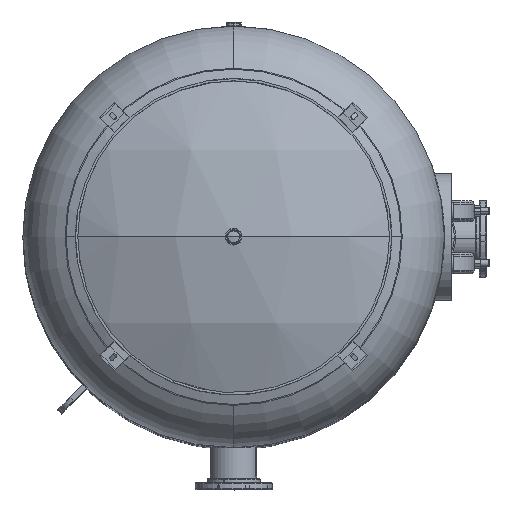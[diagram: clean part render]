
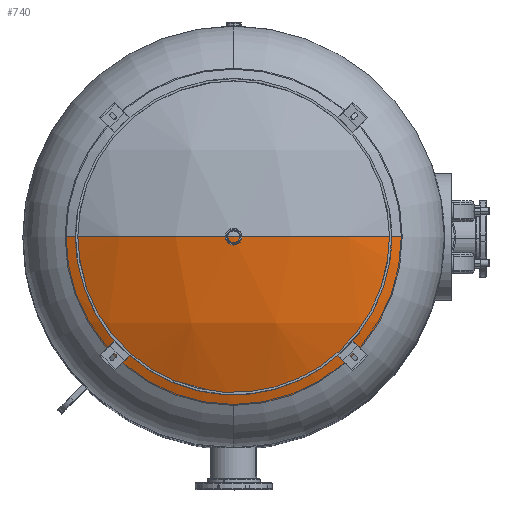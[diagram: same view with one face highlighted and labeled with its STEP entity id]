
A CAD part, top view. The second image highlights one B-rep face of the part: STEP entity #740.
In plain terms, the highlighted spherical face has radius 1371.6 mm.
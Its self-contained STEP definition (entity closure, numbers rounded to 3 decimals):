
#115 = CARTESIAN_POINT ( 'NONE',  ( -609.6, 0., 2270.088 ) ) ;
#740 = ADVANCED_FACE ( 'NONE', ( #26058 ), #29542, .T. ) ;
#2530 = AXIS2_PLACEMENT_3D ( 'NONE', #12759, #5290, #28605 ) ;
#2603 = CARTESIAN_POINT ( 'NONE',  ( 0., 0., 2270.088 ) ) ;
#2668 = VERTEX_POINT ( 'NONE', #25547 ) ;
#4292 = CARTESIAN_POINT ( 'NONE',  ( 609.6, 0., 2270.088 ) ) ;
#5290 = DIRECTION ( 'NONE',  ( 0., -1., 0. ) ) ;
#6403 = EDGE_LOOP ( 'NONE', ( #41034, #23223, #8768, #13646 ) ) ;
#8768 = ORIENTED_EDGE ( 'NONE', *, *, #23826, .F. ) ;
#8993 = VERTEX_POINT ( 'NONE', #4292 ) ;
#10447 = CIRCLE ( 'NONE', #21528, 609.6 ) ;
#11962 = CARTESIAN_POINT ( 'NONE',  ( 0., 0., 2270.088 ) ) ;
#12759 = CARTESIAN_POINT ( 'NONE',  ( 0., 0., 1041.4 ) ) ;
#13646 = ORIENTED_EDGE ( 'NONE', *, *, #17023, .F. ) ;
#16264 = DIRECTION ( 'NONE',  ( 0., 0., 1. ) ) ;
#17023 = EDGE_CURVE ( 'NONE', #8993, #28776, #33742, .T. ) ;
#19097 = DIRECTION ( 'NONE',  ( 0., 1., 0. ) ) ;
#20761 = CARTESIAN_POINT ( 'NONE',  ( 0., -609.6, 2270.088 ) ) ;
#21528 = AXIS2_PLACEMENT_3D ( 'NONE', #11962, #31754, #19097 ) ;
#21725 = EDGE_CURVE ( 'NONE', #2668, #26011, #25459, .T. ) ;
#22428 = DIRECTION ( 'NONE',  ( 0., 1., 0. ) ) ;
#22805 = DIRECTION ( 'NONE',  ( 0., -1., 0. ) ) ;
#23223 = ORIENTED_EDGE ( 'NONE', *, *, #21725, .T. ) ;
#23826 = EDGE_CURVE ( 'NONE', #28776, #26011, #10447, .T. ) ;
#25459 = CIRCLE ( 'NONE', #2530, 1371.6 ) ;
#25547 = CARTESIAN_POINT ( 'NONE',  ( 0., 0., 2413. ) ) ;
#26011 = VERTEX_POINT ( 'NONE', #115 ) ;
#26058 = FACE_OUTER_BOUND ( 'NONE', #6403, .T. ) ;
#28605 = DIRECTION ( 'NONE',  ( 0., 0., -1. ) ) ;
#28776 = VERTEX_POINT ( 'NONE', #20761 ) ;
#28870 = DIRECTION ( 'NONE',  ( 0., 1., 0. ) ) ;
#29542 = SPHERICAL_SURFACE ( 'NONE', #34688, 1371.6 ) ;
#31754 = DIRECTION ( 'NONE',  ( 0., 0., -1. ) ) ;
#32272 = EDGE_CURVE ( 'NONE', #2668, #8993, #35714, .T. ) ;
#32616 = DIRECTION ( 'NONE',  ( 1., 0., 0. ) ) ;
#33742 = CIRCLE ( 'NONE', #39299, 609.6 ) ;
#34312 = AXIS2_PLACEMENT_3D ( 'NONE', #35707, #28870, #16264 ) ;
#34688 = AXIS2_PLACEMENT_3D ( 'NONE', #36348, #22805, #32616 ) ;
#35543 = DIRECTION ( 'NONE',  ( 0., 0., -1. ) ) ;
#35707 = CARTESIAN_POINT ( 'NONE',  ( 0., 0., 1041.4 ) ) ;
#35714 = CIRCLE ( 'NONE', #34312, 1371.6 ) ;
#36348 = CARTESIAN_POINT ( 'NONE',  ( 0., 0., 1041.4 ) ) ;
#39299 = AXIS2_PLACEMENT_3D ( 'NONE', #2603, #35543, #22428 ) ;
#41034 = ORIENTED_EDGE ( 'NONE', *, *, #32272, .F. ) ;
